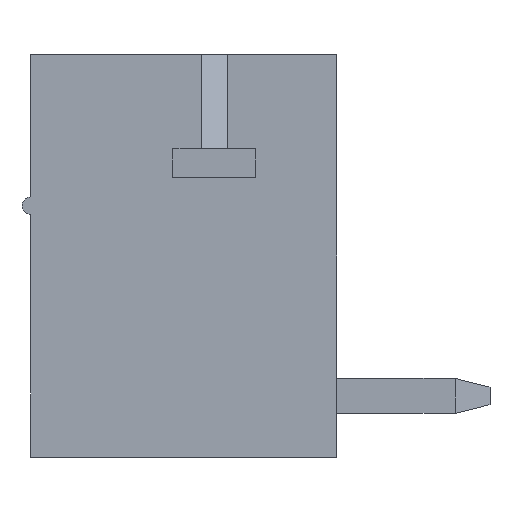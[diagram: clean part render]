
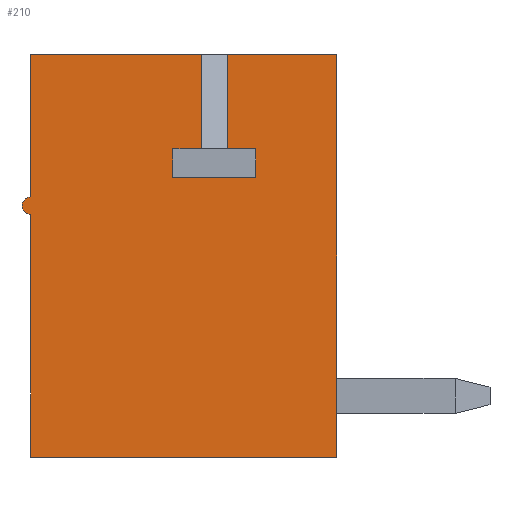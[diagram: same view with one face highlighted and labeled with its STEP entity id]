
A CAD part, left-side view. The second image highlights one B-rep face of the part: STEP entity #210.
In plain terms, the highlighted planar face has unit normal (-1, 0, 0).
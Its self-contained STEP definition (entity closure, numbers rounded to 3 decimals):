
#210 = ADVANCED_FACE( '', ( #519 ), #520, .F. );
#519 = FACE_OUTER_BOUND( '', #948, .T. );
#520 = PLANE( '', #949 );
#948 = EDGE_LOOP( '', ( #1365, #1366, #1367, #1368, #1369, #1370, #1371, #1372, #1373, #1374, #1375, #1376, #1377, #1378 ) );
#949 = AXIS2_PLACEMENT_3D( '', #1379, #1380, #1381 );
#1365 = ORIENTED_EDGE( '', *, *, #2636, .T. );
#1366 = ORIENTED_EDGE( '', *, *, #2637, .T. );
#1367 = ORIENTED_EDGE( '', *, *, #2638, .F. );
#1368 = ORIENTED_EDGE( '', *, *, #2639, .T. );
#1369 = ORIENTED_EDGE( '', *, *, #2640, .T. );
#1370 = ORIENTED_EDGE( '', *, *, #2641, .T. );
#1371 = ORIENTED_EDGE( '', *, *, #2642, .F. );
#1372 = ORIENTED_EDGE( '', *, *, #2643, .F. );
#1373 = ORIENTED_EDGE( '', *, *, #2644, .F. );
#1374 = ORIENTED_EDGE( '', *, *, #2645, .T. );
#1375 = ORIENTED_EDGE( '', *, *, #2646, .T. );
#1376 = ORIENTED_EDGE( '', *, *, #2647, .T. );
#1377 = ORIENTED_EDGE( '', *, *, #2648, .T. );
#1378 = ORIENTED_EDGE( '', *, *, #2649, .T. );
#1379 = CARTESIAN_POINT( '', ( -4.405, 0., 0. ) );
#1380 = DIRECTION( '', ( 1., 0., 0. ) );
#1381 = DIRECTION( '', ( 0., 0., -1. ) );
#2636 = EDGE_CURVE( '', #3136, #3137, #3138, .T. );
#2637 = EDGE_CURVE( '', #3137, #3139, #3140, .T. );
#2638 = EDGE_CURVE( '', #3141, #3139, #3142, .T. );
#2639 = EDGE_CURVE( '', #3141, #3143, #3144, .T. );
#2640 = EDGE_CURVE( '', #3143, #3145, #3146, .F. );
#2641 = EDGE_CURVE( '', #3145, #3147, #3148, .T. );
#2642 = EDGE_CURVE( '', #3149, #3147, #3150, .T. );
#2643 = EDGE_CURVE( '', #3151, #3149, #3152, .T. );
#2644 = EDGE_CURVE( '', #3153, #3151, #3154, .T. );
#2645 = EDGE_CURVE( '', #3153, #3155, #3156, .T. );
#2646 = EDGE_CURVE( '', #3155, #3157, #3158, .T. );
#2647 = EDGE_CURVE( '', #3157, #3159, #3160, .T. );
#2648 = EDGE_CURVE( '', #3159, #3161, #3162, .T. );
#2649 = EDGE_CURVE( '', #3161, #3136, #3163, .T. );
#3136 = VERTEX_POINT( '', #3876 );
#3137 = VERTEX_POINT( '', #3877 );
#3138 = LINE( '', #3878, #3879 );
#3139 = VERTEX_POINT( '', #3880 );
#3140 = LINE( '', #3881, #3882 );
#3141 = VERTEX_POINT( '', #3883 );
#3142 = LINE( '', #3884, #3885 );
#3143 = VERTEX_POINT( '', #3886 );
#3144 = LINE( '', #3887, #3888 );
#3145 = VERTEX_POINT( '', #3889 );
#3146 = CIRCLE( '', #3890, 0.2 );
#3147 = VERTEX_POINT( '', #3891 );
#3148 = LINE( '', #3892, #3893 );
#3149 = VERTEX_POINT( '', #3894 );
#3150 = LINE( '', #3895, #3896 );
#3151 = VERTEX_POINT( '', #3897 );
#3152 = LINE( '', #3898, #3899 );
#3153 = VERTEX_POINT( '', #3900 );
#3154 = LINE( '', #3901, #3902 );
#3155 = VERTEX_POINT( '', #3903 );
#3156 = LINE( '', #3904, #3905 );
#3157 = VERTEX_POINT( '', #3906 );
#3158 = LINE( '', #3907, #3908 );
#3159 = VERTEX_POINT( '', #3909 );
#3160 = LINE( '', #3910, #3911 );
#3161 = VERTEX_POINT( '', #3912 );
#3162 = LINE( '', #3913, #3914 );
#3163 = LINE( '', #3915, #3916 );
#3876 = CARTESIAN_POINT( '', ( -4.405, 0.15, 2.45 ) );
#3877 = CARTESIAN_POINT( '', ( -4.405, -0.5, 2.45 ) );
#3878 = CARTESIAN_POINT( '', ( -4.405, 0.15, 2.45 ) );
#3879 = VECTOR( '', #4962, 1000. );
#3880 = CARTESIAN_POINT( '', ( -4.405, -0.5, 4.6 ) );
#3881 = CARTESIAN_POINT( '', ( -4.405, -0.5, 2.45 ) );
#3882 = VECTOR( '', #4963, 1000. );
#3883 = CARTESIAN_POINT( '', ( -4.405, 3.4, 4.6 ) );
#3884 = CARTESIAN_POINT( '', ( -4.405, 3.6, 4.6 ) );
#3885 = VECTOR( '', #4964, 1000. );
#3886 = CARTESIAN_POINT( '', ( -4.405, 3.4, 1.35 ) );
#3887 = CARTESIAN_POINT( '', ( -4.405, 3.4, 0. ) );
#3888 = VECTOR( '', #4965, 1000. );
#3889 = CARTESIAN_POINT( '', ( -4.405, 3.4, 0.95 ) );
#3890 = AXIS2_PLACEMENT_3D( '', #4966, #4967, #4968 );
#3891 = CARTESIAN_POINT( '', ( -4.405, 3.4, -4.6 ) );
#3892 = CARTESIAN_POINT( '', ( -4.405, 3.4, 0. ) );
#3893 = VECTOR( '', #4969, 1000. );
#3894 = CARTESIAN_POINT( '', ( -4.405, -3.6, -4.6 ) );
#3895 = CARTESIAN_POINT( '', ( -4.405, -3.6, -4.6 ) );
#3896 = VECTOR( '', #4970, 1000. );
#3897 = CARTESIAN_POINT( '', ( -4.405, -3.6, 4.6 ) );
#3898 = CARTESIAN_POINT( '', ( -4.405, -3.6, 4.6 ) );
#3899 = VECTOR( '', #4971, 1000. );
#3900 = CARTESIAN_POINT( '', ( -4.405, -1.1, 4.6 ) );
#3901 = CARTESIAN_POINT( '', ( -4.405, 3.6, 4.6 ) );
#3902 = VECTOR( '', #4972, 1000. );
#3903 = CARTESIAN_POINT( '', ( -4.405, -1.1, 2.45 ) );
#3904 = CARTESIAN_POINT( '', ( -4.405, -1.1, 4.6 ) );
#3905 = VECTOR( '', #4973, 1000. );
#3906 = CARTESIAN_POINT( '', ( -4.405, -1.75, 2.45 ) );
#3907 = CARTESIAN_POINT( '', ( -4.405, -1.1, 2.45 ) );
#3908 = VECTOR( '', #4974, 1000. );
#3909 = CARTESIAN_POINT( '', ( -4.405, -1.75, 1.8 ) );
#3910 = CARTESIAN_POINT( '', ( -4.405, -1.75, 2.45 ) );
#3911 = VECTOR( '', #4975, 1000. );
#3912 = CARTESIAN_POINT( '', ( -4.405, 0.15, 1.8 ) );
#3913 = CARTESIAN_POINT( '', ( -4.405, -1.75, 1.8 ) );
#3914 = VECTOR( '', #4976, 1000. );
#3915 = CARTESIAN_POINT( '', ( -4.405, 0.15, 1.8 ) );
#3916 = VECTOR( '', #4977, 1000. );
#4962 = DIRECTION( '', ( 0., -1., 0. ) );
#4963 = DIRECTION( '', ( 0., 0., 1. ) );
#4964 = DIRECTION( '', ( 0., -1., 0. ) );
#4965 = DIRECTION( '', ( 0., 0., -1. ) );
#4966 = CARTESIAN_POINT( '', ( -4.405, 3.4, 1.15 ) );
#4967 = DIRECTION( '', ( 1., 0., 0. ) );
#4968 = DIRECTION( '', ( 0., 0., -1. ) );
#4969 = DIRECTION( '', ( 0., 0., -1. ) );
#4970 = DIRECTION( '', ( 0., 1., 0. ) );
#4971 = DIRECTION( '', ( 0., 0., -1. ) );
#4972 = DIRECTION( '', ( 0., -1., 0. ) );
#4973 = DIRECTION( '', ( 0., 0., -1. ) );
#4974 = DIRECTION( '', ( 0., -1., 0. ) );
#4975 = DIRECTION( '', ( 0., 0., -1. ) );
#4976 = DIRECTION( '', ( 0., 1., 0. ) );
#4977 = DIRECTION( '', ( 0., 0., 1. ) );
